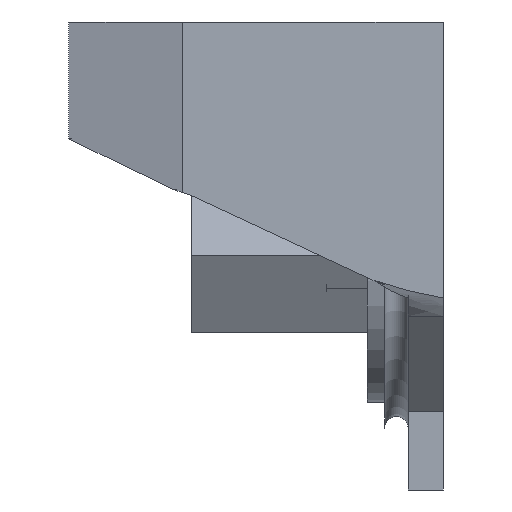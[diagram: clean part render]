
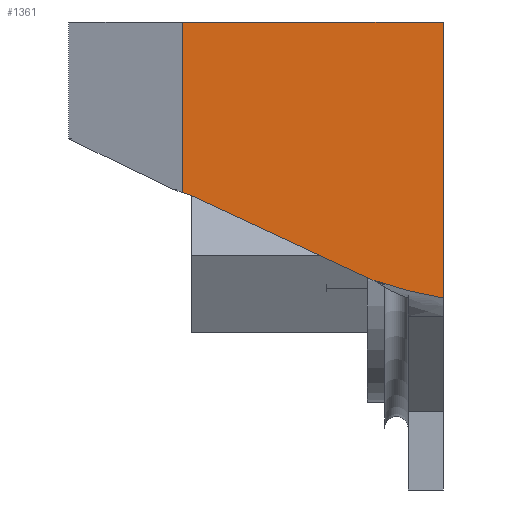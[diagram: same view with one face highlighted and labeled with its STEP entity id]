
A CAD part, left-side view. The second image highlights one B-rep face of the part: STEP entity #1361.
In plain terms, the highlighted planar face has unit normal (-1, 0, 0).
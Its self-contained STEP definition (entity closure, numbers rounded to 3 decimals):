
#550=DIRECTION('',(0.,-0.906,-0.423));
#551=VECTOR('',#550,17.101);
#552=CARTESIAN_POINT('',(-147.5,21.498,5.167));
#553=LINE('',#552,#551);
#554=CARTESIAN_POINT('',(-147.5,21.498,5.167));
#555=CARTESIAN_POINT('',(-147.5,21.631,5.211));
#556=CARTESIAN_POINT('',(-147.5,21.896,5.297));
#557=CARTESIAN_POINT('',(-147.5,22.158,5.382));
#558=CARTESIAN_POINT('',(-147.5,22.288,5.424));
#560=DIRECTION('',(0.,-1.,0.));
#561=VECTOR('',#560,22.288);
#562=CARTESIAN_POINT('',(-147.5,22.288,20.));
#563=LINE('',#562,#561);
#564=DIRECTION('',(0.,0.,-1.));
#565=VECTOR('',#564,23.598);
#566=CARTESIAN_POINT('',(-147.5,0.,20.));
#567=LINE('',#566,#565);
#572=CARTESIAN_POINT('',(-147.5,6.,-2.06));
#573=CARTESIAN_POINT('',(-147.5,5.498,-2.224));
#574=CARTESIAN_POINT('',(-147.5,4.508,-2.546));
#575=CARTESIAN_POINT('',(-147.5,3.085,-2.957));
#576=CARTESIAN_POINT('',(-147.5,1.621,-3.308));
#577=CARTESIAN_POINT('',(-147.5,0.552,-3.508));
#578=CARTESIAN_POINT('',(-147.5,0.,-3.598));
#676=DIRECTION('',(0.,0.,-1.));
#677=VECTOR('',#676,14.576);
#678=CARTESIAN_POINT('',(-147.5,22.288,20.));
#679=LINE('',#678,#677);
#867=CARTESIAN_POINT('',(-147.5,21.498,5.167));
#868=CARTESIAN_POINT('',(-147.5,6.,-2.06));
#869=VERTEX_POINT('',#867);
#870=VERTEX_POINT('',#868);
#885=VERTEX_POINT('',#558);
#909=CARTESIAN_POINT('',(-147.5,0.,20.));
#910=CARTESIAN_POINT('',(-147.5,0.,-3.598));
#911=VERTEX_POINT('',#909);
#912=VERTEX_POINT('',#910);
#915=CARTESIAN_POINT('',(-147.5,22.288,20.));
#916=VERTEX_POINT('',#915);
#1344=CARTESIAN_POINT('',(-147.5,9.804,20.));
#1345=DIRECTION('',(1.,0.,0.));
#1346=DIRECTION('',(0.,-1.,0.));
#1347=AXIS2_PLACEMENT_3D('',#1344,#1345,#1346);
#1348=PLANE('',#1347);
#1350=ORIENTED_EDGE('',*,*,#1349,.F.);
#1352=ORIENTED_EDGE('',*,*,#1351,.T.);
#1354=ORIENTED_EDGE('',*,*,#1353,.F.);
#1355=ORIENTED_EDGE('',*,*,#1321,.T.);
#1356=ORIENTED_EDGE('',*,*,#957,.T.);
#1358=ORIENTED_EDGE('',*,*,#1357,.F.);
#1359=EDGE_LOOP('',(#1350,#1352,#1354,#1355,#1356,#1358));
#1360=FACE_OUTER_BOUND('',#1359,.F.);
#1361=ADVANCED_FACE('',(#1360),#1348,.F.);
#559=B_SPLINE_CURVE_WITH_KNOTS('',3,(#554,#555,#556,#557,#558),.UNSPECIFIED.,
.F.,.F.,(4,1,4),(0.,0.5,1.),.UNSPECIFIED.);
#579=B_SPLINE_CURVE_WITH_KNOTS('',3,(#572,#573,#574,#575,#576,#577,#578),
.UNSPECIFIED.,.F.,.F.,(4,1,1,1,4),(0.,0.25,0.5,0.75,1.),
.UNSPECIFIED.);
#957=EDGE_CURVE('',#911,#912,#567,.T.);
#1321=EDGE_CURVE('',#916,#911,#563,.T.);
#1349=EDGE_CURVE('',#869,#870,#553,.T.);
#1351=EDGE_CURVE('',#869,#885,#559,.T.);
#1353=EDGE_CURVE('',#916,#885,#679,.T.);
#1357=EDGE_CURVE('',#870,#912,#579,.T.);
